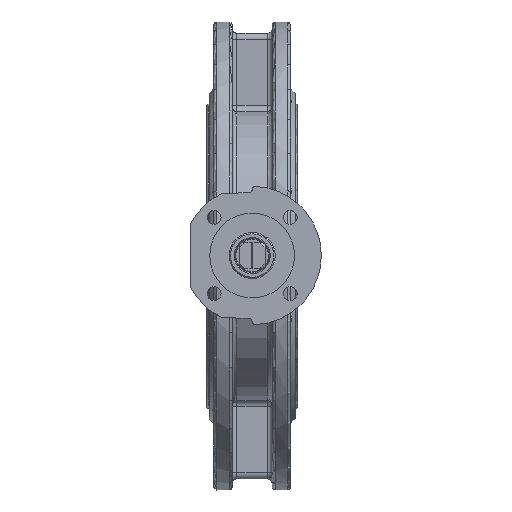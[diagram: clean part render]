
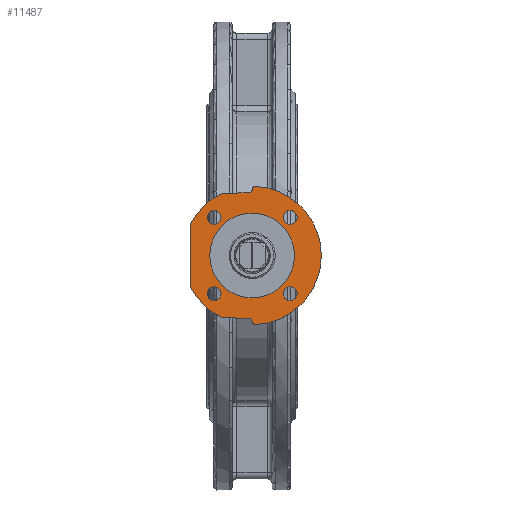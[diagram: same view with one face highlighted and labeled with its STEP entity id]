
A CAD part, top view. The second image highlights one B-rep face of the part: STEP entity #11487.
In plain terms, the highlighted planar face has unit normal (0, 0, 1).
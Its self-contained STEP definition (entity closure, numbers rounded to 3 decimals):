
#10538=CARTESIAN_POINT('',(-29.249,-24.749,203.0));
#10539=VERTEX_POINT('',#10538);
#10540=CARTESIAN_POINT('',(-24.749,-24.749,203.0));
#10541=DIRECTION('',(0.0,0.0,-1.0));
#10542=DIRECTION('',(1.0,0.0,0.0));
#10543=AXIS2_PLACEMENT_3D('',#10540,#10541,#10542);
#10544=CIRCLE('',#10543,4.5);
#10545=EDGE_CURVE('',#10539,#10539,#10544,.T.);
#10566=CARTESIAN_POINT('',(-24.749,29.249,203.0));
#10567=VERTEX_POINT('',#10566);
#10568=CARTESIAN_POINT('',(-24.749,24.749,203.0));
#10569=DIRECTION('',(0.0,0.0,-1.0));
#10570=DIRECTION('',(0.0,-1.0,0.0));
#10571=AXIS2_PLACEMENT_3D('',#10568,#10569,#10570);
#10572=CIRCLE('',#10571,4.5);
#10573=EDGE_CURVE('',#10567,#10567,#10572,.T.);
#10594=CARTESIAN_POINT('',(24.749,-29.249,203.0));
#10595=VERTEX_POINT('',#10594);
#10596=CARTESIAN_POINT('',(24.749,-24.749,203.0));
#10597=DIRECTION('',(0.0,0.0,-1.0));
#10598=DIRECTION('',(0.0,1.0,0.0));
#10599=AXIS2_PLACEMENT_3D('',#10596,#10597,#10598);
#10600=CIRCLE('',#10599,4.5);
#10601=EDGE_CURVE('',#10595,#10595,#10600,.T.);
#10622=CARTESIAN_POINT('',(29.249,24.749,203.0));
#10623=VERTEX_POINT('',#10622);
#10624=CARTESIAN_POINT('',(24.749,24.749,203.0));
#10625=DIRECTION('',(0.0,0.0,-1.0));
#10626=DIRECTION('',(-1.0,0.0,0.0));
#10627=AXIS2_PLACEMENT_3D('',#10624,#10625,#10626);
#10628=CIRCLE('',#10627,4.5);
#10629=EDGE_CURVE('',#10623,#10623,#10628,.T.);
#10954=CARTESIAN_POINT('',(27.55,0.,203.0));
#10955=VERTEX_POINT('',#10954);
#10956=CARTESIAN_POINT('',(0.0,0.0,203.0));
#10957=DIRECTION('',(0.0,0.0,-1.0));
#10958=DIRECTION('',(1.0,0.0,0.0));
#10959=AXIS2_PLACEMENT_3D('',#10956,#10957,#10958);
#10960=CIRCLE('',#10959,27.55);
#10961=EDGE_CURVE('',#10955,#10955,#10960,.T.);
#11362=CARTESIAN_POINT('',(-40.001,152.501,203.0));
#11363=DIRECTION('',(0.0,0.0,-1.0));
#11364=DIRECTION('',(-1.0,0.0,0.0));
#11365=AXIS2_PLACEMENT_3D('',#11362,#11363,#11364);
#11366=PLANE('',#11365);
#11367=CARTESIAN_POINT('',(0.0,42.953,203.));
#11368=VERTEX_POINT('',#11367);
#11369=CARTESIAN_POINT('',(2.093,44.951,203.));
#11370=VERTEX_POINT('',#11369);
#11371=CARTESIAN_POINT('',(2.,42.953,203.));
#11372=DIRECTION('',(0.0,0.0,-1.0));
#11373=DIRECTION('',(-1.0,0.0,0.0));
#11374=AXIS2_PLACEMENT_3D('',#11371,#11372,#11373);
#11375=CIRCLE('',#11374,2.);
#11376=EDGE_CURVE('',#11368,#11370,#11375,.T.);
#11377=ORIENTED_EDGE('',*,*,#11376,.F.);
#11378=CARTESIAN_POINT('',(0.0,42.931,203.));
#11379=VERTEX_POINT('',#11378);
#11380=CARTESIAN_POINT('',(0.0,42.953,203.));
#11381=DIRECTION('',(0.0,-1.0,0.0));
#11382=VECTOR('',#11381,0.022);
#11383=LINE('',#11380,#11382);
#11384=EDGE_CURVE('',#11368,#11379,#11383,.T.);
#11385=ORIENTED_EDGE('',*,*,#11384,.T.);
#11386=CARTESIAN_POINT('',(-1.93,40.933,203.));
#11387=VERTEX_POINT('',#11386);
#11388=CARTESIAN_POINT('',(-2.0,42.931,203.));
#11389=DIRECTION('',(0.0,0.0,1.));
#11390=DIRECTION('',(0.035,-0.999,0.0));
#11391=AXIS2_PLACEMENT_3D('',#11388,#11389,#11390);
#11392=CIRCLE('',#11391,2.);
#11393=EDGE_CURVE('',#11387,#11379,#11392,.T.);
#11394=ORIENTED_EDGE('',*,*,#11393,.F.);
#11395=CARTESIAN_POINT('',(-20.021,40.301,203.0));
#11396=VERTEX_POINT('',#11395);
#11397=CARTESIAN_POINT('',(-1.93,40.933,203.));
#11398=DIRECTION('',(-0.999,-0.035,0.));
#11399=VECTOR('',#11398,18.102);
#11400=LINE('',#11397,#11399);
#11401=EDGE_CURVE('',#11387,#11396,#11400,.T.);
#11402=ORIENTED_EDGE('',*,*,#11401,.T.);
#11403=CARTESIAN_POINT('',(-40.,20.616,203.));
#11404=VERTEX_POINT('',#11403);
#11405=CARTESIAN_POINT('',(0.0,0.0,203.0));
#11406=DIRECTION('',(0.0,0.0,1.));
#11407=DIRECTION('',(-0.702,0.712,0.0));
#11408=AXIS2_PLACEMENT_3D('',#11405,#11406,#11407);
#11409=CIRCLE('',#11408,45.0);
#11410=EDGE_CURVE('',#11396,#11404,#11409,.T.);
#11411=ORIENTED_EDGE('',*,*,#11410,.T.);
#11412=CARTESIAN_POINT('',(-40.,-20.616,203.0));
#11413=VERTEX_POINT('',#11412);
#11414=CARTESIAN_POINT('',(-40.,20.616,203.));
#11415=DIRECTION('',(0.0,-1.0,0.0));
#11416=VECTOR('',#11415,41.231);
#11417=LINE('',#11414,#11416);
#11418=EDGE_CURVE('',#11404,#11413,#11417,.T.);
#11419=ORIENTED_EDGE('',*,*,#11418,.T.);
#11420=CARTESIAN_POINT('',(-20.021,-40.301,203.));
#11421=VERTEX_POINT('',#11420);
#11422=CARTESIAN_POINT('',(0.0,0.0,203.0));
#11423=DIRECTION('',(0.0,0.0,1.));
#11424=DIRECTION('',(-0.702,-0.712,0.0));
#11425=AXIS2_PLACEMENT_3D('',#11422,#11423,#11424);
#11426=CIRCLE('',#11425,45.);
#11427=EDGE_CURVE('',#11413,#11421,#11426,.T.);
#11428=ORIENTED_EDGE('',*,*,#11427,.T.);
#11429=CARTESIAN_POINT('',(-1.93,-40.933,203.));
#11430=VERTEX_POINT('',#11429);
#11431=CARTESIAN_POINT('',(-20.021,-40.301,203.));
#11432=DIRECTION('',(0.999,-0.035,0.0));
#11433=VECTOR('',#11432,18.102);
#11434=LINE('',#11431,#11433);
#11435=EDGE_CURVE('',#11421,#11430,#11434,.T.);
#11436=ORIENTED_EDGE('',*,*,#11435,.T.);
#11437=CARTESIAN_POINT('',(0.0,-42.931,203.));
#11438=VERTEX_POINT('',#11437);
#11439=CARTESIAN_POINT('',(-2.,-42.931,203.));
#11440=DIRECTION('',(0.0,0.0,1.0));
#11441=DIRECTION('',(1.0,0.0,0.0));
#11442=AXIS2_PLACEMENT_3D('',#11439,#11440,#11441);
#11443=CIRCLE('',#11442,2.);
#11444=EDGE_CURVE('',#11438,#11430,#11443,.T.);
#11445=ORIENTED_EDGE('',*,*,#11444,.F.);
#11446=CARTESIAN_POINT('',(0.0,-42.953,203.));
#11447=VERTEX_POINT('',#11446);
#11448=CARTESIAN_POINT('',(0.0,-42.931,203.));
#11449=DIRECTION('',(0.0,-1.0,0.0));
#11450=VECTOR('',#11449,0.022);
#11451=LINE('',#11448,#11450);
#11452=EDGE_CURVE('',#11438,#11447,#11451,.T.);
#11453=ORIENTED_EDGE('',*,*,#11452,.T.);
#11454=CARTESIAN_POINT('',(2.093,-44.951,203.));
#11455=VERTEX_POINT('',#11454);
#11456=CARTESIAN_POINT('',(2.0,-42.953,203.));
#11457=DIRECTION('',(0.0,0.0,-1.0));
#11458=DIRECTION('',(0.047,-0.999,0.0));
#11459=AXIS2_PLACEMENT_3D('',#11456,#11457,#11458);
#11460=CIRCLE('',#11459,2.);
#11461=EDGE_CURVE('',#11455,#11447,#11460,.T.);
#11462=ORIENTED_EDGE('',*,*,#11461,.F.);
#11463=CARTESIAN_POINT('',(0.0,0.0,203.0));
#11464=DIRECTION('',(0.0,0.0,1.0));
#11465=DIRECTION('',(1.0,0.0,0.0));
#11466=AXIS2_PLACEMENT_3D('',#11463,#11464,#11465);
#11467=CIRCLE('',#11466,45.0);
#11468=EDGE_CURVE('',#11455,#11370,#11467,.T.);
#11469=ORIENTED_EDGE('',*,*,#11468,.T.);
#11470=EDGE_LOOP('',(#11377,#11385,#11394,#11402,#11411,#11419,#11428,#11436,#11445,#11453,#11462,#11469));
#11471=FACE_OUTER_BOUND('',#11470,.T.);
#11472=ORIENTED_EDGE('',*,*,#10545,.T.);
#11473=EDGE_LOOP('',(#11472));
#11474=FACE_BOUND('',#11473,.T.);
#11475=ORIENTED_EDGE('',*,*,#10573,.T.);
#11476=EDGE_LOOP('',(#11475));
#11477=FACE_BOUND('',#11476,.T.);
#11478=ORIENTED_EDGE('',*,*,#10601,.T.);
#11479=EDGE_LOOP('',(#11478));
#11480=FACE_BOUND('',#11479,.T.);
#11481=ORIENTED_EDGE('',*,*,#10629,.T.);
#11482=EDGE_LOOP('',(#11481));
#11483=FACE_BOUND('',#11482,.T.);
#11484=ORIENTED_EDGE('',*,*,#10961,.T.);
#11485=EDGE_LOOP('',(#11484));
#11486=FACE_BOUND('',#11485,.T.);
#11487=ADVANCED_FACE('',(#11471,#11474,#11477,#11480,#11483,#11486),#11366,.F.);
